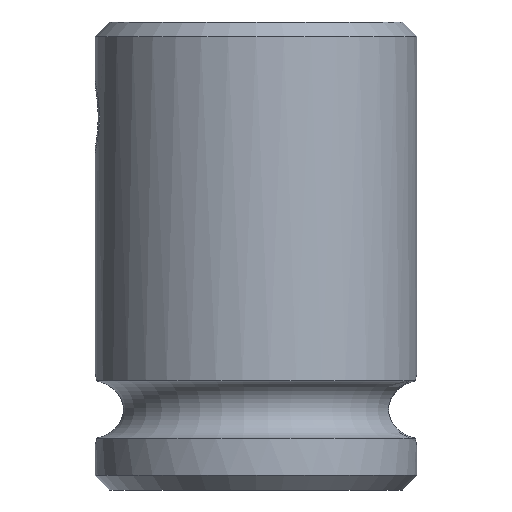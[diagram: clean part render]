
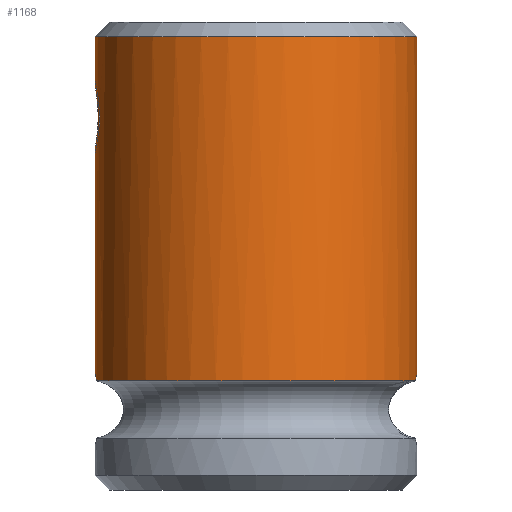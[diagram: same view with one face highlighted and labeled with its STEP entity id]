
A CAD part, left-side view. The second image highlights one B-rep face of the part: STEP entity #1168.
In plain terms, the highlighted cylindrical face has radius 11 mm (diameter 22 mm), a partial arc.
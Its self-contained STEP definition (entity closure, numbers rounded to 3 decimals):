
#211=CARTESIAN_POINT('',(0.,11.,27.6));
#213=CARTESIAN_POINT('',(0.,11.,23.4));
#231=CARTESIAN_POINT('',(0.,11.,8.));
#238=CARTESIAN_POINT('',(0.,-11.,8.));
#288=CARTESIAN_POINT('',(0.,0.,31.));
#289=DIRECTION('',(0.,0.,1.));
#290=DIRECTION('',(0.,1.,0.));
#291=AXIS2_PLACEMENT_3D('',#288,#289,#290);
#293=DIRECTION('',(0.,0.,1.));
#294=VECTOR('',#293,23.);
#295=CARTESIAN_POINT('',(0.,-11.,8.));
#296=LINE('',#295,#294);
#297=CARTESIAN_POINT('',(-1.552,-10.89,7.46));
#298=CARTESIAN_POINT('',(-1.445,-10.905,7.545));
#299=CARTESIAN_POINT('',(-1.218,-10.934,7.696));
#300=CARTESIAN_POINT('',(-0.835,-10.971,
7.87));
#301=CARTESIAN_POINT('',(-0.409,-10.995,
7.979));
#302=CARTESIAN_POINT('',(-0.137,-11.,8.));
#303=CARTESIAN_POINT('',(0.,-11.,8.));
#305=CARTESIAN_POINT('',(0.,0.,7.46));
#306=DIRECTION('',(0.,0.,-1.));
#307=DIRECTION('',(-0.141,-0.99,0.));
#308=AXIS2_PLACEMENT_3D('',#305,#306,#307);
#310=CARTESIAN_POINT('',(0.,11.,8.));
#311=CARTESIAN_POINT('',(-0.137,11.,8.));
#312=CARTESIAN_POINT('',(-0.409,10.995,7.979));
#313=CARTESIAN_POINT('',(-0.835,10.971,7.87));
#314=CARTESIAN_POINT('',(-1.218,10.934,7.696));
#315=CARTESIAN_POINT('',(-1.445,10.905,7.545));
#316=CARTESIAN_POINT('',(-1.552,10.89,7.46));
#318=DIRECTION('',(0.,0.,1.));
#319=VECTOR('',#318,15.4);
#320=CARTESIAN_POINT('',(0.,11.,8.));
#321=LINE('',#320,#319);
#322=CARTESIAN_POINT('',(-2.1,10.798,25.5));
#323=CARTESIAN_POINT('',(-2.1,10.798,25.384));
#324=CARTESIAN_POINT('',(-2.082,10.801,25.152));
#325=CARTESIAN_POINT('',(-1.986,10.819,24.784));
#326=CARTESIAN_POINT('',(-1.831,10.847,24.45));
#327=CARTESIAN_POINT('',(-1.622,10.881,24.151));
#328=CARTESIAN_POINT('',(-1.372,10.915,23.897));
#329=CARTESIAN_POINT('',(-1.077,10.949,23.685));
#330=CARTESIAN_POINT('',(-0.741,10.977,23.522));
#331=CARTESIAN_POINT('',(-0.36,10.996,23.419));
#332=CARTESIAN_POINT('',(-0.12,11.,23.4));
#333=CARTESIAN_POINT('',(0.,11.,23.4));
#335=CARTESIAN_POINT('',(0.,11.,27.6));
#336=CARTESIAN_POINT('',(-0.134,11.,27.6));
#337=CARTESIAN_POINT('',(-0.401,10.995,27.576));
#338=CARTESIAN_POINT('',(-0.823,10.972,27.448));
#339=CARTESIAN_POINT('',(-1.186,10.938,27.249));
#340=CARTESIAN_POINT('',(-1.5,10.899,26.989));
#341=CARTESIAN_POINT('',(-1.758,10.859,26.673));
#342=CARTESIAN_POINT('',(-1.954,10.825,26.308));
#343=CARTESIAN_POINT('',(-2.077,10.802,25.894));
#344=CARTESIAN_POINT('',(-2.1,10.798,25.632));
#345=CARTESIAN_POINT('',(-2.1,10.798,25.5));
#347=DIRECTION('',(0.,0.,1.));
#348=VECTOR('',#347,3.4);
#349=CARTESIAN_POINT('',(0.,11.,27.6));
#350=LINE('',#349,#348);
#811=CARTESIAN_POINT('',(-1.552,-10.89,7.46));
#812=CARTESIAN_POINT('',(-1.552,10.89,7.46));
#813=VERTEX_POINT('',#811);
#814=VERTEX_POINT('',#812);
#819=VERTEX_POINT('',#231);
#820=VERTEX_POINT('',#238);
#879=VERTEX_POINT('',#213);
#881=VERTEX_POINT('',#211);
#882=VERTEX_POINT('',#322);
#931=CARTESIAN_POINT('',(0.,11.,31.));
#932=CARTESIAN_POINT('',(0.,-11.,31.));
#933=VERTEX_POINT('',#931);
#934=VERTEX_POINT('',#932);
#1148=CARTESIAN_POINT('',(0.,0.,33.6));
#1149=DIRECTION('',(0.,0.,-1.));
#1150=DIRECTION('',(0.,-1.,0.));
#1151=AXIS2_PLACEMENT_3D('',#1148,#1149,#1150);
#1152=CYLINDRICAL_SURFACE('',#1151,11.);
#1154=ORIENTED_EDGE('',*,*,#1153,.T.);
#1155=ORIENTED_EDGE('',*,*,#1099,.F.);
#1156=ORIENTED_EDGE('',*,*,#1016,.F.);
#1158=ORIENTED_EDGE('',*,*,#1157,.T.);
#1159=ORIENTED_EDGE('',*,*,#1032,.F.);
#1160=ORIENTED_EDGE('',*,*,#1094,.T.);
#1162=ORIENTED_EDGE('',*,*,#1161,.F.);
#1164=ORIENTED_EDGE('',*,*,#1163,.F.);
#1165=ORIENTED_EDGE('',*,*,#1088,.T.);
#1166=EDGE_LOOP('',(#1154,#1155,#1156,#1158,#1159,#1160,#1162,#1164,#1165));
#1167=FACE_OUTER_BOUND('',#1166,.F.);
#1168=ADVANCED_FACE('',(#1167),#1152,.T.);
#292=CIRCLE('',#291,11.);
#304=B_SPLINE_CURVE_WITH_KNOTS('',3,(#297,#298,#299,#300,#301,#302,#303),
.UNSPECIFIED.,.F.,.F.,(4,1,1,1,4),(0.,0.25,0.5,0.75,1.),
.UNSPECIFIED.);
#309=CIRCLE('',#308,11.);
#317=B_SPLINE_CURVE_WITH_KNOTS('',3,(#310,#311,#312,#313,#314,#315,#316),
.UNSPECIFIED.,.F.,.F.,(4,1,1,1,4),(0.,0.25,0.5,0.75,1.),
.UNSPECIFIED.);
#334=B_SPLINE_CURVE_WITH_KNOTS('',3,(#322,#323,#324,#325,#326,#327,#328,#329,
#330,#331,#332,#333),.UNSPECIFIED.,.F.,.F.,(4,1,1,1,1,1,1,1,1,4),(0.,
0.111,0.222,0.333,0.444,
0.556,0.667,0.778,0.889,1.),
.UNSPECIFIED.);
#346=B_SPLINE_CURVE_WITH_KNOTS('',3,(#335,#336,#337,#338,#339,#340,#341,#342,
#343,#344,#345),.UNSPECIFIED.,.F.,.F.,(4,1,1,1,1,1,1,1,4),(0.,0.125,0.25,
0.375,0.5,0.625,0.75,0.875,1.),.UNSPECIFIED.);
#1016=EDGE_CURVE('',#813,#820,#304,.T.);
#1032=EDGE_CURVE('',#819,#814,#317,.T.);
#1088=EDGE_CURVE('',#881,#933,#350,.T.);
#1094=EDGE_CURVE('',#819,#879,#321,.T.);
#1099=EDGE_CURVE('',#820,#934,#296,.T.);
#1153=EDGE_CURVE('',#933,#934,#292,.T.);
#1157=EDGE_CURVE('',#813,#814,#309,.T.);
#1161=EDGE_CURVE('',#882,#879,#334,.T.);
#1163=EDGE_CURVE('',#881,#882,#346,.T.);
